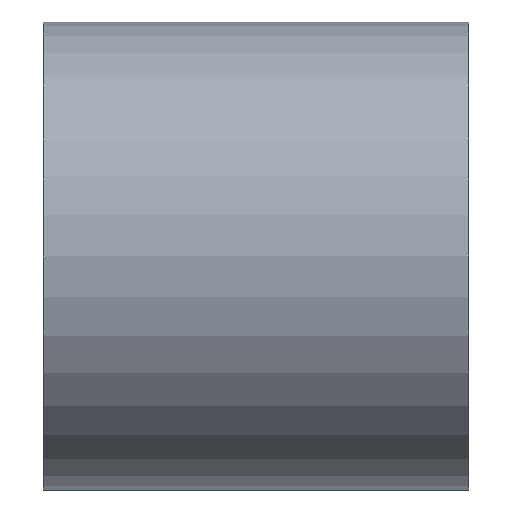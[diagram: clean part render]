
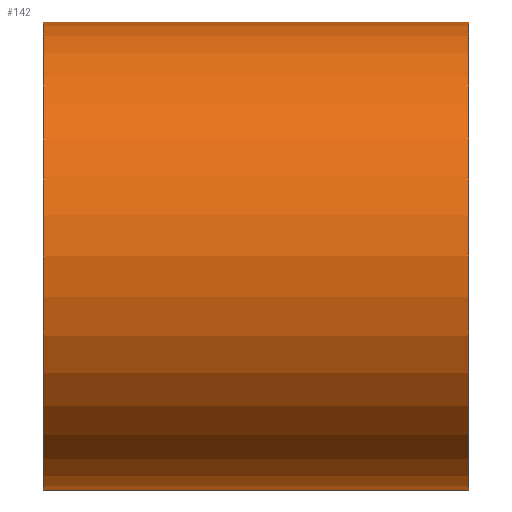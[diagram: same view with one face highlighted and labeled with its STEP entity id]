
A CAD part, left-side view. The second image highlights one B-rep face of the part: STEP entity #142.
In plain terms, the highlighted cylindrical face has radius 11 mm (diameter 22 mm), a partial arc.
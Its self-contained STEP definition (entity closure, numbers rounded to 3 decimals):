
#21 = AXIS2_PLACEMENT_3D ( 'NONE', #1067, #1096, #1066 ) ;
#113 = VECTOR ( 'NONE', #1444, 1000. ) ;
#142 = ADVANCED_FACE ( 'NONE', ( #1015 ), #1016, .T. ) ;
#178 = EDGE_CURVE ( 'NONE', #1001, #698, #883, .T. ) ;
#236 = EDGE_CURVE ( 'NONE', #905, #993, #1874, .T. ) ;
#255 = EDGE_CURVE ( 'NONE', #1001, #905, #1814, .T. ) ;
#257 = EDGE_CURVE ( 'NONE', #993, #698, #1809, .T. ) ;
#381 = CARTESIAN_POINT ( 'NONE',  ( 0., 10., 0. ) ) ;
#382 = DIRECTION ( 'NONE',  ( 0., -1., 0. ) ) ;
#383 = DIRECTION ( 'NONE',  ( 1., 0., 0. ) ) ;
#509 = CARTESIAN_POINT ( 'NONE',  ( 0., 10., -11. ) ) ;
#526 = CARTESIAN_POINT ( 'NONE',  ( 0., -10., 11. ) ) ;
#554 = CARTESIAN_POINT ( 'NONE',  ( 0., 10., 11. ) ) ;
#556 = CARTESIAN_POINT ( 'NONE',  ( 0., -10., -11. ) ) ;
#667 = ORIENTED_EDGE ( 'NONE', *, *, #178, .F. ) ;
#698 = VERTEX_POINT ( 'NONE', #509 ) ;
#850 = EDGE_LOOP ( 'NONE', ( #667, #953, #928, #938 ) ) ;
#883 = LINE ( 'NONE', #1443, #113 ) ;
#905 = VERTEX_POINT ( 'NONE', #526 ) ;
#928 = ORIENTED_EDGE ( 'NONE', *, *, #236, .T. ) ;
#938 = ORIENTED_EDGE ( 'NONE', *, *, #257, .T. ) ;
#953 = ORIENTED_EDGE ( 'NONE', *, *, #255, .T. ) ;
#993 = VERTEX_POINT ( 'NONE', #554 ) ;
#1001 = VERTEX_POINT ( 'NONE', #556 ) ;
#1015 = FACE_OUTER_BOUND ( 'NONE', #850, .T. ) ;
#1016 = CYLINDRICAL_SURFACE ( 'NONE', #21, 11. ) ;
#1066 = DIRECTION ( 'NONE',  ( 0., 0., 1. ) ) ;
#1067 = CARTESIAN_POINT ( 'NONE',  ( 0., 13.586, 0. ) ) ;
#1096 = DIRECTION ( 'NONE',  ( 0., 1., 0. ) ) ;
#1443 = CARTESIAN_POINT ( 'NONE',  ( 0., 13.586, -11. ) ) ;
#1444 = DIRECTION ( 'NONE',  ( 0., 1., 0. ) ) ;
#1538 = CARTESIAN_POINT ( 'NONE',  ( 0., 13.586, 11. ) ) ;
#1540 = DIRECTION ( 'NONE',  ( 0., 1., 0. ) ) ;
#1560 = CARTESIAN_POINT ( 'NONE',  ( 0., -10., 0. ) ) ;
#1561 = DIRECTION ( 'NONE',  ( -1., 0., 0. ) ) ;
#1562 = DIRECTION ( 'NONE',  ( 0., 1., 0. ) ) ;
#1763 = VECTOR ( 'NONE', #1540, 1000. ) ;
#1809 = CIRCLE ( 'NONE', #1815, 11. ) ;
#1814 = CIRCLE ( 'NONE', #1817, 11. ) ;
#1815 = AXIS2_PLACEMENT_3D ( 'NONE', #381, #382, #383 ) ;
#1817 = AXIS2_PLACEMENT_3D ( 'NONE', #1560, #1562, #1561 ) ;
#1874 = LINE ( 'NONE', #1538, #1763 ) ;
